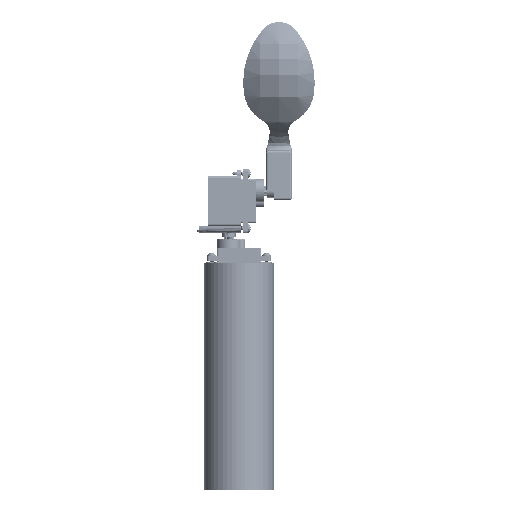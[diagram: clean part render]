
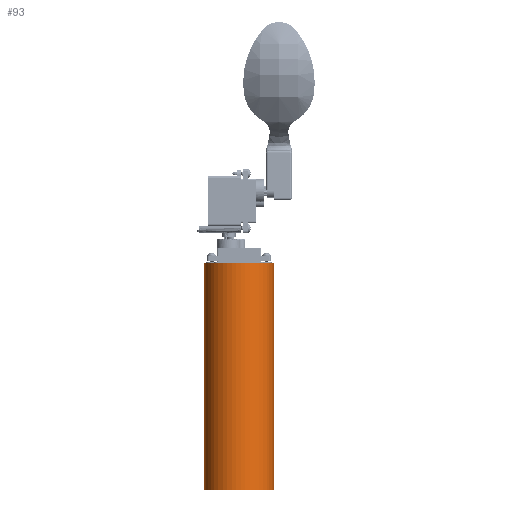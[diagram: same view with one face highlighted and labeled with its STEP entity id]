
A CAD part, front view. The second image highlights one B-rep face of the part: STEP entity #93.
In plain terms, the highlighted free-form (B-spline) face has degree [2, 1] with [5, 2] control points.
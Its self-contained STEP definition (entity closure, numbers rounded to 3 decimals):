
#70 = VERTEX_POINT('',#71);
#71 = CARTESIAN_POINT('',(15.713,6.708,0.));
#76 = EDGE_CURVE('',#77,#70,#79,.T.);
#77 = VERTEX_POINT('',#78);
#78 = CARTESIAN_POINT('',(15.713,6.708,-101.804
    ));
#79 = B_SPLINE_CURVE_WITH_KNOTS('',1,(#80,#81),.UNSPECIFIED.,.F.,.F.,(2,
    2),(0.,115.),.PIECEWISE_BEZIER_KNOTS.);
#80 = CARTESIAN_POINT('',(15.713,6.708,-101.804
    ));
#81 = CARTESIAN_POINT('',(15.713,6.708,0.));
#93 = ADVANCED_FACE('',(#94),#122,.T.);
#94 = FACE_BOUND('',#95,.T.);
#95 = EDGE_LOOP('',(#96,#106,#113,#121));
#96 = ORIENTED_EDGE('',*,*,#97,.F.);
#97 = EDGE_CURVE('',#98,#70,#100,.T.);
#98 = VERTEX_POINT('',#99);
#99 = CARTESIAN_POINT('',(-15.713,6.708,0.));
#100 = ( BOUNDED_CURVE() B_SPLINE_CURVE(2,(#101,#102,#103,#104,#105),
.UNSPECIFIED.,.F.,.F.) B_SPLINE_CURVE_WITH_KNOTS((3,2,3),(0.,
1.571,3.142),.PIECEWISE_BEZIER_KNOTS.) CURVE() 
GEOMETRIC_REPRESENTATION_ITEM() RATIONAL_B_SPLINE_CURVE((1.,
0.707,1.,0.707,1.)) REPRESENTATION_ITEM('') );
#101 = CARTESIAN_POINT('',(-15.713,6.708,0.));
#102 = CARTESIAN_POINT('',(-15.713,-9.005,0.));
#103 = CARTESIAN_POINT('',(0.,-9.005,0.));
#104 = CARTESIAN_POINT('',(15.713,-9.005,0.));
#105 = CARTESIAN_POINT('',(15.713,6.708,0.));
#106 = ORIENTED_EDGE('',*,*,#107,.F.);
#107 = EDGE_CURVE('',#108,#98,#110,.T.);
#108 = VERTEX_POINT('',#109);
#109 = CARTESIAN_POINT('',(-15.713,6.708,
    -101.804));
#110 = B_SPLINE_CURVE_WITH_KNOTS('',1,(#111,#112),.UNSPECIFIED.,.F.,.F.,
  (2,2),(0.,115.),.PIECEWISE_BEZIER_KNOTS.);
#111 = CARTESIAN_POINT('',(-15.713,6.708,
    -101.804));
#112 = CARTESIAN_POINT('',(-15.713,6.708,0.));
#113 = ORIENTED_EDGE('',*,*,#114,.T.);
#114 = EDGE_CURVE('',#108,#77,#115,.T.);
#115 = ( BOUNDED_CURVE() B_SPLINE_CURVE(2,(#116,#117,#118,#119,#120),
.UNSPECIFIED.,.F.,.F.) B_SPLINE_CURVE_WITH_KNOTS((3,2,3),(0.,
1.571,3.142),.PIECEWISE_BEZIER_KNOTS.) CURVE() 
GEOMETRIC_REPRESENTATION_ITEM() RATIONAL_B_SPLINE_CURVE((1.,
0.707,1.,0.707,1.)) REPRESENTATION_ITEM('') );
#116 = CARTESIAN_POINT('',(-15.713,6.708,
    -101.804));
#117 = CARTESIAN_POINT('',(-15.713,-9.005,
    -101.804));
#118 = CARTESIAN_POINT('',(0.,-9.005,
    -101.804));
#119 = CARTESIAN_POINT('',(15.713,-9.005,
    -101.804));
#120 = CARTESIAN_POINT('',(15.713,6.708,
    -101.804));
#121 = ORIENTED_EDGE('',*,*,#76,.T.);
#122 = ( BOUNDED_SURFACE() B_SPLINE_SURFACE(2,1,(
    (#123,#124)
    ,(#125,#126)
    ,(#127,#128)
    ,(#129,#130)
,(#131,#132
    )),.UNSPECIFIED.,.F.,.F.,.F.) B_SPLINE_SURFACE_WITH_KNOTS((3,2,3),(2
    ,2),(3.142,4.712,6.283),(0.,115.),
.PIECEWISE_BEZIER_KNOTS.) GEOMETRIC_REPRESENTATION_ITEM() 
RATIONAL_B_SPLINE_SURFACE((
    (1.,1.)
    ,(0.707,0.707)
    ,(1.,1.)
    ,(0.707,0.707)
,(1.,1.))) REPRESENTATION_ITEM('') SURFACE() );
#123 = CARTESIAN_POINT('',(-15.713,6.708,
    -101.804));
#124 = CARTESIAN_POINT('',(-15.713,6.708,0.));
#125 = CARTESIAN_POINT('',(-15.713,-9.005,
    -101.804));
#126 = CARTESIAN_POINT('',(-15.713,-9.005,0.));
#127 = CARTESIAN_POINT('',(0.,-9.005,
    -101.804));
#128 = CARTESIAN_POINT('',(0.,-9.005,0.));
#129 = CARTESIAN_POINT('',(15.713,-9.005,
    -101.804));
#130 = CARTESIAN_POINT('',(15.713,-9.005,0.));
#131 = CARTESIAN_POINT('',(15.713,6.708,
    -101.804));
#132 = CARTESIAN_POINT('',(15.713,6.708,0.));
